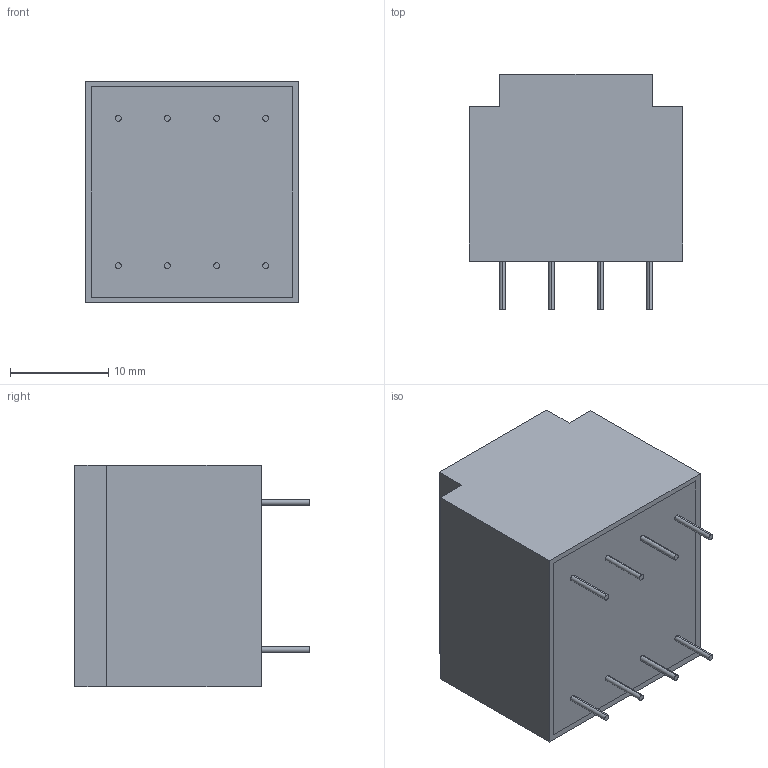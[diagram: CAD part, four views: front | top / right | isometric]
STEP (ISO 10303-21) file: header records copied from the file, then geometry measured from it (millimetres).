
FILE_DESCRIPTION (( 'STEP AP214' ), '1' );
FILE_NAME ('538617.STEP', '2022-11-15T07:47:25', ( '' ), ( '' ), 'SwSTEP 2.0', 'SolidWorks 2018', '' );
FILE_SCHEMA (( 'AUTOMOTIVE_DESIGN' ));
Length unit declared in the file: millimetre
Products named in the file (1): 538617
Bounding box: 21.7 x 23.9 x 22.6 mm (x, y, z)
Volume: 8873.7 mm3; surface area: 2697.8 mm2
Topology: 1 solids, 1 shells, 35 faces, 76 edges, 52 vertices
Faces by surface type: plane 19, cylinder 16
Entity records: 1008 total; most frequent: DIRECTION 180, CARTESIAN_POINT 164, ORIENTED_EDGE 152, EDGE_CURVE 76, AXIS2_PLACEMENT_3D 68, VERTEX_POINT 52, VECTOR 44, EDGE_LOOP 44
